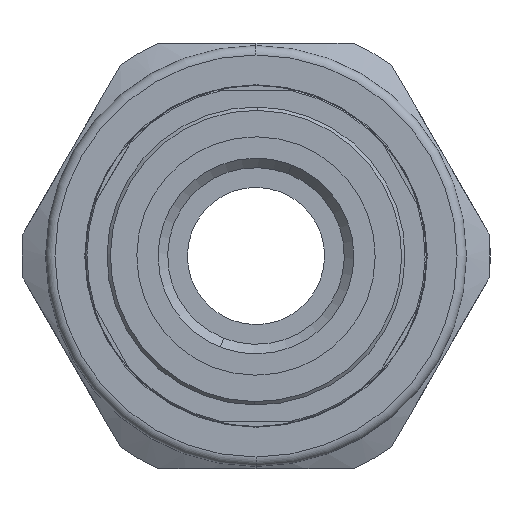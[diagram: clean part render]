
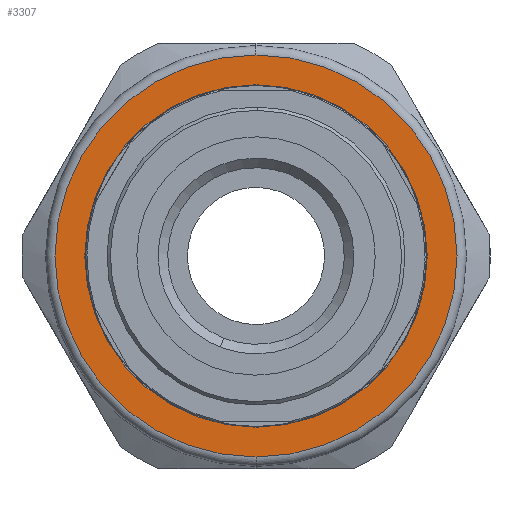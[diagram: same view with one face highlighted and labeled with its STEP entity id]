
A CAD part, left-side view. The second image highlights one B-rep face of the part: STEP entity #3307.
In plain terms, the highlighted planar face has unit normal (-1, 0, 0).
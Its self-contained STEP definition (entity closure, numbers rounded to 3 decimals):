
#19 = EDGE_CURVE ( 'NONE', #1580, #413, #2940, .T. ) ;
#89 = CARTESIAN_POINT ( 'NONE',  ( -6.13, 0., 42.5 ) ) ;
#93 = DIRECTION ( 'NONE',  ( 1., 0., 0. ) ) ;
#202 = EDGE_LOOP ( 'NONE', ( #2081, #2010 ) ) ;
#210 = CARTESIAN_POINT ( 'NONE',  ( -6.13, 0., -36.2 ) ) ;
#239 = DIRECTION ( 'NONE',  ( -1., 0., 0. ) ) ;
#268 = DIRECTION ( 'NONE',  ( 1., 0., 0. ) ) ;
#398 = CARTESIAN_POINT ( 'NONE',  ( -6.13, 0., 0. ) ) ;
#413 = VERTEX_POINT ( 'NONE', #664 ) ;
#414 = AXIS2_PLACEMENT_3D ( 'NONE', #2731, #518, #813 ) ;
#518 = DIRECTION ( 'NONE',  ( 1., 0., 0. ) ) ;
#664 = CARTESIAN_POINT ( 'NONE',  ( -6.13, 0., 36.2 ) ) ;
#720 = CARTESIAN_POINT ( 'NONE',  ( -6.13, 0., 0. ) ) ;
#724 = DIRECTION ( 'NONE',  ( 0., 0., -1. ) ) ;
#755 = AXIS2_PLACEMENT_3D ( 'NONE', #2396, #2417, #724 ) ;
#813 = DIRECTION ( 'NONE',  ( 0., 0., -1. ) ) ;
#1063 = DIRECTION ( 'NONE',  ( 0., 0., -1. ) ) ;
#1276 = PLANE ( 'NONE',  #1305 ) ;
#1305 = AXIS2_PLACEMENT_3D ( 'NONE', #720, #239, #2683 ) ;
#1580 = VERTEX_POINT ( 'NONE', #210 ) ;
#1591 = EDGE_CURVE ( 'NONE', #2019, #3175, #3197, .T. ) ;
#1652 = CIRCLE ( 'NONE', #414, 42.5 ) ;
#1673 = EDGE_CURVE ( 'NONE', #3175, #2019, #1652, .T. ) ;
#1767 = AXIS2_PLACEMENT_3D ( 'NONE', #398, #93, #3157 ) ;
#1825 = CIRCLE ( 'NONE', #1767, 36.2 ) ;
#2010 = ORIENTED_EDGE ( 'NONE', *, *, #2677, .T. ) ;
#2019 = VERTEX_POINT ( 'NONE', #3502 ) ;
#2081 = ORIENTED_EDGE ( 'NONE', *, *, #19, .T. ) ;
#2314 = FACE_OUTER_BOUND ( 'NONE', #3287, .T. ) ;
#2396 = CARTESIAN_POINT ( 'NONE',  ( -6.13, 0., 0. ) ) ;
#2417 = DIRECTION ( 'NONE',  ( 1., 0., 0. ) ) ;
#2473 = CARTESIAN_POINT ( 'NONE',  ( -6.13, 0., 0. ) ) ;
#2665 = ORIENTED_EDGE ( 'NONE', *, *, #1591, .F. ) ;
#2677 = EDGE_CURVE ( 'NONE', #413, #1580, #1825, .T. ) ;
#2683 = DIRECTION ( 'NONE',  ( 0., 0., 1. ) ) ;
#2731 = CARTESIAN_POINT ( 'NONE',  ( -6.13, 0., 0. ) ) ;
#2745 = AXIS2_PLACEMENT_3D ( 'NONE', #2473, #268, #1063 ) ;
#2938 = ORIENTED_EDGE ( 'NONE', *, *, #1673, .F. ) ;
#2940 = CIRCLE ( 'NONE', #2745, 36.2 ) ;
#3157 = DIRECTION ( 'NONE',  ( 0., 0., -1. ) ) ;
#3175 = VERTEX_POINT ( 'NONE', #89 ) ;
#3197 = CIRCLE ( 'NONE', #755, 42.5 ) ;
#3287 = EDGE_LOOP ( 'NONE', ( #2665, #2938 ) ) ;
#3307 = ADVANCED_FACE ( 'NONE', ( #3384, #2314 ), #1276, .T. ) ;
#3384 = FACE_BOUND ( 'NONE', #202, .T. ) ;
#3502 = CARTESIAN_POINT ( 'NONE',  ( -6.13, 0., -42.5 ) ) ;
